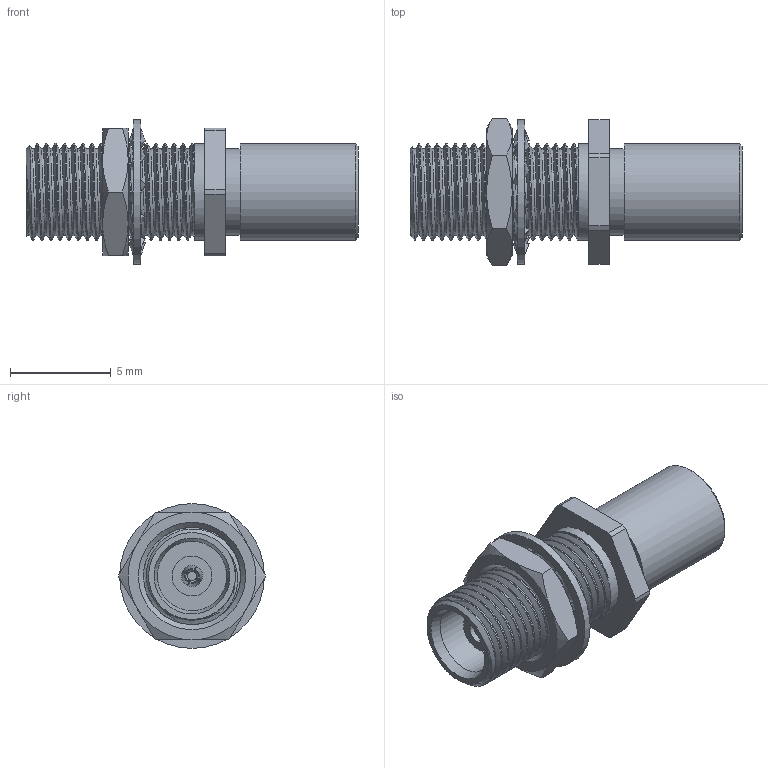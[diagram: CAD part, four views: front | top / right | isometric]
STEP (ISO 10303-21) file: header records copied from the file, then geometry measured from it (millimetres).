
FILE_DESCRIPTION (( 'STEP AP203' ), '1' );
FILE_NAME ('PE9474_3D.step', '2021-06-04T15:44:47', ( '' ), ( '' ), 'SwSTEP 2.0', 'SolidWorks 2020', '' );
FILE_SCHEMA (( 'CONFIG_CONTROL_DESIGN' ));
Length unit declared in the file: inch
Products named in the file (1): PE9474_3D
Bounding box: 16.51 x 7.33 x 7.2 mm (x, y, z)
Volume: 265.5 mm3; surface area: 676.2 mm2
Topology: 3 solids, 3 shells, 200 faces, 577 edges, 392 vertices
Faces by surface type: plane 78, cylinder 47, bspline 47, cone 28
Full cylindrical faces by diameter (mm): 0.464 x2, 1.045 x2, 1.983 x2, 3.447 x2, 4.318 x1, 4.826 x19, 7.2 x1
Entity records: 9593 total; most frequent: CARTESIAN_POINT 5220, ORIENTED_EDGE 988, DIRECTION 722, EDGE_CURVE 494, VERTEX_POINT 347, AXIS2_PLACEMENT_3D 264, EDGE_LOOP 215, FACE_OUTER_BOUND 194
